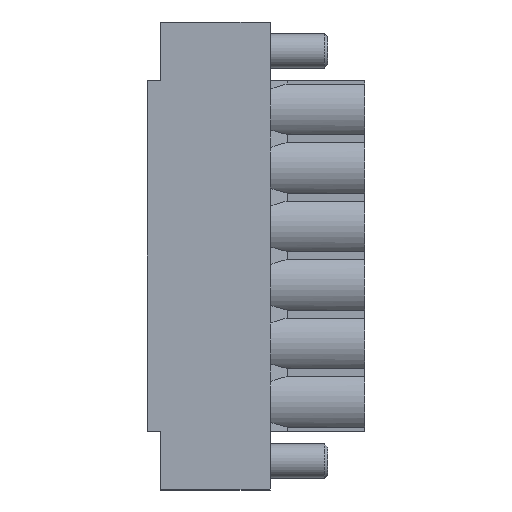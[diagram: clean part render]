
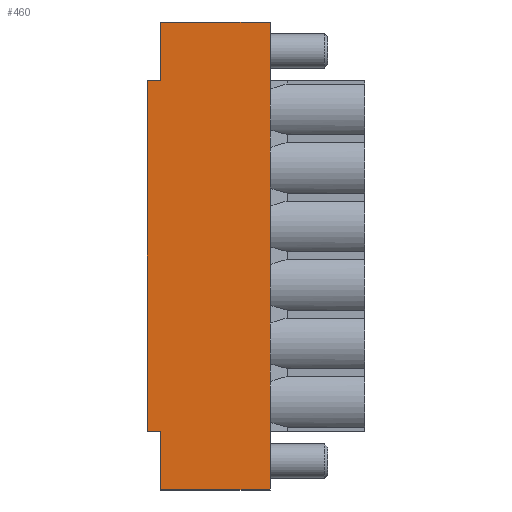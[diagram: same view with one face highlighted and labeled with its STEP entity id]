
A CAD part, front view. The second image highlights one B-rep face of the part: STEP entity #460.
In plain terms, the highlighted planar face has unit normal (0, -1, 0).
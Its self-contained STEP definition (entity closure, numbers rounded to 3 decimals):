
#460 = ADVANCED_FACE( '', ( #1121 ), #1122, .F. );
#1121 = FACE_OUTER_BOUND( '', #2031, .T. );
#1122 = PLANE( '', #2032 );
#2031 = EDGE_LOOP( '', ( #3416, #3417, #3418, #3419, #3420, #3421, #3422, #3423 ) );
#2032 = AXIS2_PLACEMENT_3D( '', #3424, #3425, #3426 );
#3416 = ORIENTED_EDGE( '', *, *, #5333, .T. );
#3417 = ORIENTED_EDGE( '', *, *, #5334, .T. );
#3418 = ORIENTED_EDGE( '', *, *, #5129, .T. );
#3419 = ORIENTED_EDGE( '', *, *, #4988, .T. );
#3420 = ORIENTED_EDGE( '', *, *, #5001, .F. );
#3421 = ORIENTED_EDGE( '', *, *, #5225, .F. );
#3422 = ORIENTED_EDGE( '', *, *, #5335, .F. );
#3423 = ORIENTED_EDGE( '', *, *, #5336, .F. );
#3424 = CARTESIAN_POINT( '', ( 445.392, 196.042, 100.12 ) );
#3425 = DIRECTION( '', ( 0., 1., 0. ) );
#3426 = DIRECTION( '', ( 1., 0., 0. ) );
#4988 = EDGE_CURVE( '', #5913, #5910, #5914, .T. );
#5001 = EDGE_CURVE( '', #5936, #5910, #5938, .T. );
#5129 = EDGE_CURVE( '', #6160, #5913, #6161, .T. );
#5225 = EDGE_CURVE( '', #6304, #5936, #6306, .T. );
#5333 = EDGE_CURVE( '', #6471, #6472, #6473, .T. );
#5334 = EDGE_CURVE( '', #6472, #6160, #6474, .T. );
#5335 = EDGE_CURVE( '', #6475, #6304, #6476, .T. );
#5336 = EDGE_CURVE( '', #6471, #6475, #6477, .T. );
#5910 = VERTEX_POINT( '', #7217 );
#5913 = VERTEX_POINT( '', #7221 );
#5914 = LINE( '', #7222, #7223 );
#5936 = VERTEX_POINT( '', #7255 );
#5938 = LINE( '', #7258, #7259 );
#6160 = VERTEX_POINT( '', #7569 );
#6161 = LINE( '', #7570, #7571 );
#6304 = VERTEX_POINT( '', #7772 );
#6306 = LINE( '', #7775, #7776 );
#6471 = VERTEX_POINT( '', #7999 );
#6472 = VERTEX_POINT( '', #8000 );
#6473 = LINE( '', #8001, #8002 );
#6474 = LINE( '', #8003, #8004 );
#6475 = VERTEX_POINT( '', #8005 );
#6476 = LINE( '', #8006, #8007 );
#6477 = LINE( '', #8008, #8009 );
#7217 = CARTESIAN_POINT( '', ( 445.392, 196.042, 120.32 ) );
#7221 = CARTESIAN_POINT( '', ( 435.892, 196.042, 120.32 ) );
#7222 = CARTESIAN_POINT( '', ( 445.392, 196.042, 120.32 ) );
#7223 = VECTOR( '', #8785, 1000. );
#7255 = CARTESIAN_POINT( '', ( 445.392, 196.042, 160.96 ) );
#7258 = CARTESIAN_POINT( '', ( 445.392, 196.042, 100.12 ) );
#7259 = VECTOR( '', #8797, 1000. );
#7569 = CARTESIAN_POINT( '', ( 435.892, 196.042, 125.4 ) );
#7570 = CARTESIAN_POINT( '', ( 435.892, 196.042, 125.4 ) );
#7571 = VECTOR( '', #8943, 1000. );
#7772 = CARTESIAN_POINT( '', ( 435.892, 196.042, 160.96 ) );
#7775 = CARTESIAN_POINT( '', ( 445.392, 196.042, 160.96 ) );
#7776 = VECTOR( '', #9039, 1000. );
#7999 = CARTESIAN_POINT( '', ( 434.742, 196.042, 155.88 ) );
#8000 = CARTESIAN_POINT( '', ( 434.742, 196.042, 125.4 ) );
#8001 = CARTESIAN_POINT( '', ( 434.742, 196.042, 100.12 ) );
#8002 = VECTOR( '', #9161, 1000. );
#8003 = CARTESIAN_POINT( '', ( 445.392, 196.042, 125.4 ) );
#8004 = VECTOR( '', #9162, 1000. );
#8005 = CARTESIAN_POINT( '', ( 435.892, 196.042, 155.88 ) );
#8006 = CARTESIAN_POINT( '', ( 435.892, 196.042, 155.88 ) );
#8007 = VECTOR( '', #9163, 1000. );
#8008 = CARTESIAN_POINT( '', ( 445.392, 196.042, 155.88 ) );
#8009 = VECTOR( '', #9164, 1000. );
#8785 = DIRECTION( '', ( 1., 0., 0. ) );
#8797 = DIRECTION( '', ( 0., 0., -1. ) );
#8943 = DIRECTION( '', ( 0., 0., -1. ) );
#9039 = DIRECTION( '', ( 1., 0., 0. ) );
#9161 = DIRECTION( '', ( 0., 0., -1. ) );
#9162 = DIRECTION( '', ( 1., 0., 0. ) );
#9163 = DIRECTION( '', ( 0., 0., 1. ) );
#9164 = DIRECTION( '', ( 1., 0., 0. ) );
